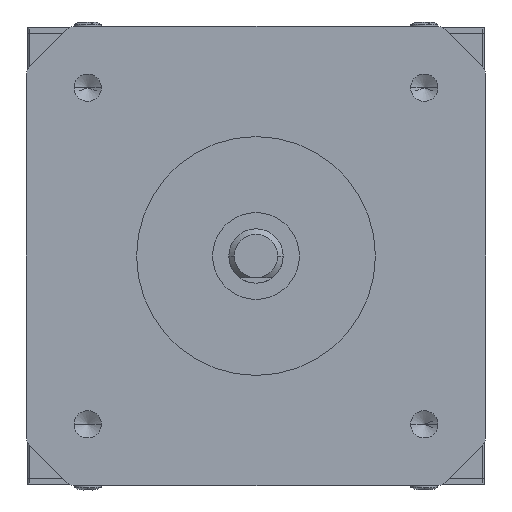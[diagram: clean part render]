
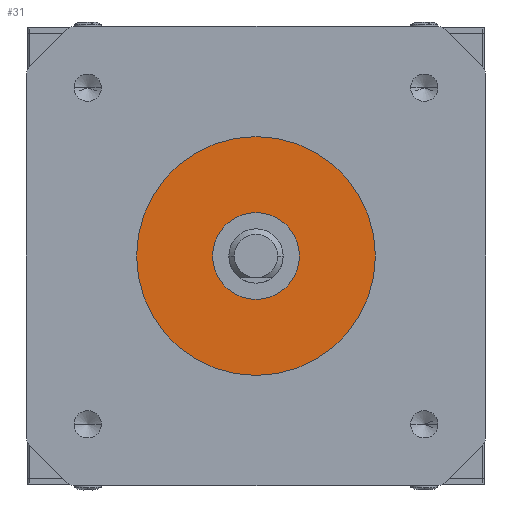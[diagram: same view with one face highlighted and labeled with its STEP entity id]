
A CAD part, front view. The second image highlights one B-rep face of the part: STEP entity #31.
In plain terms, the highlighted face is planar.
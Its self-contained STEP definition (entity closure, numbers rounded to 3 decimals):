
#31 = ADVANCED_FACE ( 'NONE', ( #28239, #67828 ), #33366, .T. ) ;
#255 = DIRECTION ( 'NONE',  ( -1., 0., 0. ) ) ;
#1707 = EDGE_LOOP ( 'NONE', ( #45455, #69452 ) ) ;
#1825 = DIRECTION ( 'NONE',  ( -1., 0., 0. ) ) ;
#2846 = CARTESIAN_POINT ( 'NONE',  ( 0., 0., -27.5 ) ) ;
#4530 = VERTEX_POINT ( 'NONE', #46113 ) ;
#6201 = EDGE_CURVE ( 'NONE', #39216, #4530, #26211, .T. ) ;
#7888 = DIRECTION ( 'NONE',  ( -1., 0., 0. ) ) ;
#9170 = DIRECTION ( 'NONE',  ( -1., 0., 0. ) ) ;
#12810 = CARTESIAN_POINT ( 'NONE',  ( 4., 0., -27.5 ) ) ;
#15139 = ORIENTED_EDGE ( 'NONE', *, *, #15154, .F. ) ;
#15154 = EDGE_CURVE ( 'NONE', #37520, #34224, #26494, .T. ) ;
#15717 = EDGE_LOOP ( 'NONE', ( #39804, #15139 ) ) ;
#19645 = EDGE_CURVE ( 'NONE', #34224, #37520, #51628, .T. ) ;
#23643 = DIRECTION ( 'NONE',  ( 0., 0., -1. ) ) ;
#25626 = DIRECTION ( 'NONE',  ( 0., 0., -1. ) ) ;
#26211 = CIRCLE ( 'NONE', #69589, 11. ) ;
#26494 = CIRCLE ( 'NONE', #67490, 4. ) ;
#27711 = CARTESIAN_POINT ( 'NONE',  ( 0., 0., -27.5 ) ) ;
#28239 = FACE_OUTER_BOUND ( 'NONE', #1707, .T. ) ;
#32152 = DIRECTION ( 'NONE',  ( 0., 0., -1. ) ) ;
#33366 = PLANE ( 'NONE',  #51551 ) ;
#34224 = VERTEX_POINT ( 'NONE', #12810 ) ;
#34837 = CARTESIAN_POINT ( 'NONE',  ( 0., 0., -27.5 ) ) ;
#36542 = CARTESIAN_POINT ( 'NONE',  ( -4., 0., -27.5 ) ) ;
#37520 = VERTEX_POINT ( 'NONE', #36542 ) ;
#39216 = VERTEX_POINT ( 'NONE', #65971 ) ;
#39804 = ORIENTED_EDGE ( 'NONE', *, *, #19645, .F. ) ;
#39905 = AXIS2_PLACEMENT_3D ( 'NONE', #70018, #25626, #9170 ) ;
#41586 = CARTESIAN_POINT ( 'NONE',  ( 0., 0., -27.5 ) ) ;
#45455 = ORIENTED_EDGE ( 'NONE', *, *, #6201, .T. ) ;
#46113 = CARTESIAN_POINT ( 'NONE',  ( -11., 0., -27.5 ) ) ;
#46860 = CIRCLE ( 'NONE', #66694, 11. ) ;
#50468 = DIRECTION ( 'NONE',  ( 0., 0., -1. ) ) ;
#51551 = AXIS2_PLACEMENT_3D ( 'NONE', #34837, #69302, #1825 ) ;
#51628 = CIRCLE ( 'NONE', #39905, 4. ) ;
#58539 = EDGE_CURVE ( 'NONE', #4530, #39216, #46860, .T. ) ;
#65971 = CARTESIAN_POINT ( 'NONE',  ( 11., 0., -27.5 ) ) ;
#66694 = AXIS2_PLACEMENT_3D ( 'NONE', #2846, #32152, #71059 ) ;
#67490 = AXIS2_PLACEMENT_3D ( 'NONE', #41586, #23643, #7888 ) ;
#67828 = FACE_BOUND ( 'NONE', #15717, .T. ) ;
#69302 = DIRECTION ( 'NONE',  ( 0., 0., -1. ) ) ;
#69452 = ORIENTED_EDGE ( 'NONE', *, *, #58539, .T. ) ;
#69589 = AXIS2_PLACEMENT_3D ( 'NONE', #27711, #50468, #255 ) ;
#70018 = CARTESIAN_POINT ( 'NONE',  ( 0., 0., -27.5 ) ) ;
#71059 = DIRECTION ( 'NONE',  ( -1., 0., 0. ) ) ;
